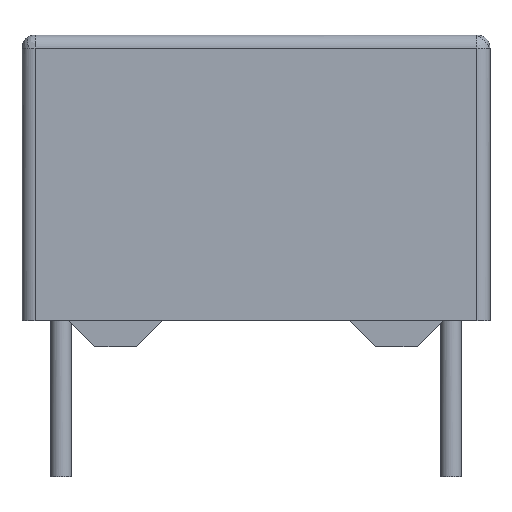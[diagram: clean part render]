
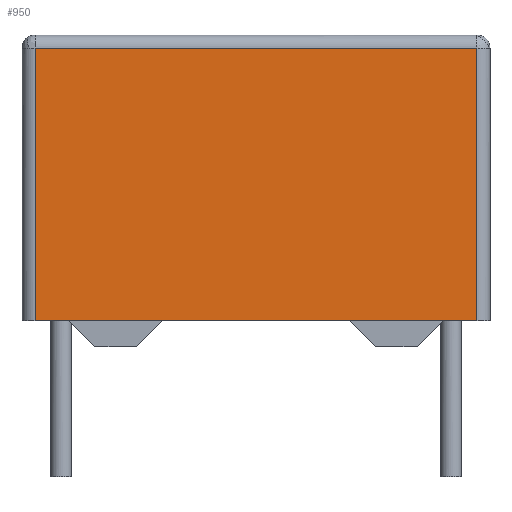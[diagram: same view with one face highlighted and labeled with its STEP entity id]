
A CAD part, front view. The second image highlights one B-rep face of the part: STEP entity #950.
In plain terms, the highlighted planar face has unit normal (0, -1, 0).
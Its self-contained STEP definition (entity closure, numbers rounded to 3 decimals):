
#28 = LINE ( 'NONE', #241, #2560 ) ;
#105 = EDGE_CURVE ( 'NONE', #1254, #1169, #1333, .T. ) ;
#185 = ORIENTED_EDGE ( 'NONE', *, *, #255, .T. ) ;
#237 = AXIS2_PLACEMENT_3D ( 'NONE', #848, #1477, #2132 ) ;
#241 = CARTESIAN_POINT ( 'NONE',  ( -8.5, -3., 0. ) ) ;
#255 = EDGE_CURVE ( 'NONE', #2628, #1254, #276, .T. ) ;
#276 = LINE ( 'NONE', #1605, #1311 ) ;
#302 = CARTESIAN_POINT ( 'NONE',  ( -8.5, -3., 11.5 ) ) ;
#462 = ORIENTED_EDGE ( 'NONE', *, *, #2061, .T. ) ;
#529 = CARTESIAN_POINT ( 'NONE',  ( -8.5, -3., 1. ) ) ;
#629 = CARTESIAN_POINT ( 'NONE',  ( -9., -3., 11.5 ) ) ;
#709 = DIRECTION ( 'NONE',  ( 0., 0., -1. ) ) ;
#815 = ORIENTED_EDGE ( 'NONE', *, *, #105, .T. ) ;
#848 = CARTESIAN_POINT ( 'NONE',  ( -9., -3., 0. ) ) ;
#950 = ADVANCED_FACE ( 'NONE', ( #2388 ), #1881, .T. ) ;
#974 = DIRECTION ( 'NONE',  ( 1., 0., 0. ) ) ;
#1169 = VERTEX_POINT ( 'NONE', #302 ) ;
#1254 = VERTEX_POINT ( 'NONE', #2772 ) ;
#1297 = EDGE_LOOP ( 'NONE', ( #815, #462, #1559, #185 ) ) ;
#1311 = VECTOR ( 'NONE', #2004, 1000. ) ;
#1318 = DIRECTION ( 'NONE',  ( -1., 0., 0. ) ) ;
#1333 = LINE ( 'NONE', #629, #1941 ) ;
#1477 = DIRECTION ( 'NONE',  ( 0., -1., 0. ) ) ;
#1559 = ORIENTED_EDGE ( 'NONE', *, *, #2581, .T. ) ;
#1605 = CARTESIAN_POINT ( 'NONE',  ( 8.5, -3., 0. ) ) ;
#1840 = CARTESIAN_POINT ( 'NONE',  ( 0., -3., 1. ) ) ;
#1881 = PLANE ( 'NONE',  #237 ) ;
#1941 = VECTOR ( 'NONE', #1318, 1000. ) ;
#2004 = DIRECTION ( 'NONE',  ( 0., 0., 1. ) ) ;
#2057 = LINE ( 'NONE', #1840, #2788 ) ;
#2061 = EDGE_CURVE ( 'NONE', #1169, #2578, #28, .T. ) ;
#2132 = DIRECTION ( 'NONE',  ( 0., 0., -1. ) ) ;
#2388 = FACE_OUTER_BOUND ( 'NONE', #1297, .T. ) ;
#2530 = CARTESIAN_POINT ( 'NONE',  ( 8.5, -3., 1. ) ) ;
#2560 = VECTOR ( 'NONE', #709, 1000. ) ;
#2578 = VERTEX_POINT ( 'NONE', #529 ) ;
#2581 = EDGE_CURVE ( 'NONE', #2578, #2628, #2057, .T. ) ;
#2628 = VERTEX_POINT ( 'NONE', #2530 ) ;
#2772 = CARTESIAN_POINT ( 'NONE',  ( 8.5, -3., 11.5 ) ) ;
#2788 = VECTOR ( 'NONE', #974, 1000. ) ;
